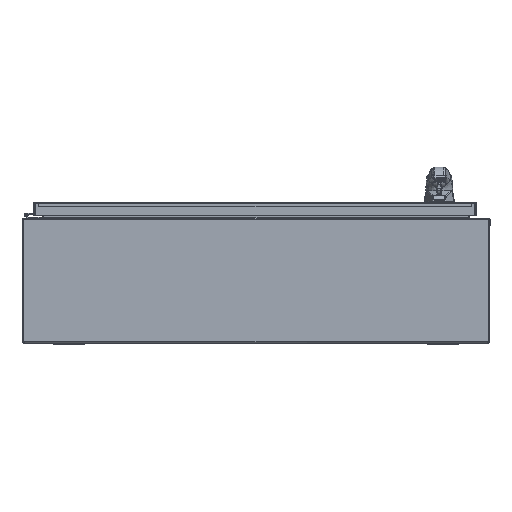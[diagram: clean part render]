
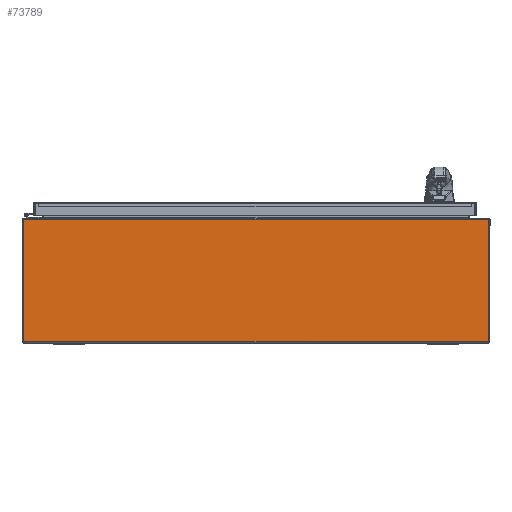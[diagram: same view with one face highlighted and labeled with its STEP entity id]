
A CAD part, front view. The second image highlights one B-rep face of the part: STEP entity #73789.
In plain terms, the highlighted planar face has unit normal (0, -1, 0).
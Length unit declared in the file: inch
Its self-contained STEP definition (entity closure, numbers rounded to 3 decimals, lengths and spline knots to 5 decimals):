
#1239 = ORIENTED_EDGE ( 'NONE', *, *, #12819, .T. ) ;
#1512 = VECTOR ( 'NONE', #105003, 39.37008 ) ;
#1830 = LINE ( 'NONE', #47092, #75142 ) ;
#2453 = ORIENTED_EDGE ( 'NONE', *, *, #39641, .F. ) ;
#3468 = CARTESIAN_POINT ( 'NONE',  ( 14.91495, -15., 7.89475 ) ) ;
#4163 = ORIENTED_EDGE ( 'NONE', *, *, #16302, .F. ) ;
#4498 = DIRECTION ( 'NONE',  ( 1., 0., 0. ) ) ;
#4684 = DIRECTION ( 'NONE',  ( 0., 1., 0. ) ) ;
#4972 = DIRECTION ( 'NONE',  ( 1., 0., 0. ) ) ;
#7890 = CARTESIAN_POINT ( 'NONE',  ( -14.88277, -15., 0.10525 ) ) ;
#11666 = EDGE_LOOP ( 'NONE', ( #61866, #106137, #42518, #4163, #48249, #1239, #37580, #2453 ) ) ;
#12819 = EDGE_CURVE ( 'NONE', #24433, #82343, #17153, .T. ) ;
#12838 = VERTEX_POINT ( 'NONE', #3468 ) ;
#13155 = PLANE ( 'NONE',  #64498 ) ;
#13785 = DIRECTION ( 'NONE',  ( 0., 1., 0. ) ) ;
#15423 = CARTESIAN_POINT ( 'NONE',  ( 14.963, -15., 0.12745 ) ) ;
#16302 = EDGE_CURVE ( 'NONE', #63807, #102110, #53180, .T. ) ;
#17153 = LINE ( 'NONE', #7890, #112400 ) ;
#23847 = VECTOR ( 'NONE', #50985, 39.37008 ) ;
#24433 = VERTEX_POINT ( 'NONE', #40683 ) ;
#25900 = CARTESIAN_POINT ( 'NONE',  ( -14.963, -15., 7.89475 ) ) ;
#26102 = LINE ( 'NONE', #83571, #75026 ) ;
#27363 = EDGE_CURVE ( 'NONE', #12838, #38095, #1830, .T. ) ;
#35590 = CARTESIAN_POINT ( 'NONE',  ( 14.963, -15., 7.89475 ) ) ;
#37090 = CARTESIAN_POINT ( 'NONE',  ( -14.91495, -15., 7.89475 ) ) ;
#37580 = ORIENTED_EDGE ( 'NONE', *, *, #99507, .T. ) ;
#38095 = VERTEX_POINT ( 'NONE', #37090 ) ;
#39641 = EDGE_CURVE ( 'NONE', #118775, #107975, #97310, .T. ) ;
#40683 = CARTESIAN_POINT ( 'NONE',  ( -14.88277, -15., 0.10525 ) ) ;
#42518 = ORIENTED_EDGE ( 'NONE', *, *, #70129, .T. ) ;
#44847 = DIRECTION ( 'NONE',  ( -1., 0., 0. ) ) ;
#47092 = CARTESIAN_POINT ( 'NONE',  ( 14.91495, -15., 7.89475 ) ) ;
#48249 = ORIENTED_EDGE ( 'NONE', *, *, #70826, .T. ) ;
#50197 = LINE ( 'NONE', #68128, #1512 ) ;
#50985 = DIRECTION ( 'NONE',  ( 0., 0., -1. ) ) ;
#51808 = CARTESIAN_POINT ( 'NONE',  ( 14.963, -15., 7.89475 ) ) ;
#53180 = LINE ( 'NONE', #113375, #74918 ) ;
#59633 = CARTESIAN_POINT ( 'NONE',  ( 0., -15., 4.00948 ) ) ;
#59925 = DIRECTION ( 'NONE',  ( 0., 1., 0. ) ) ;
#61866 = ORIENTED_EDGE ( 'NONE', *, *, #92478, .T. ) ;
#63807 = VERTEX_POINT ( 'NONE', #109186 ) ;
#64233 = DIRECTION ( 'NONE',  ( -1., 0., 0. ) ) ;
#64498 = AXIS2_PLACEMENT_3D ( 'NONE', #59633, #4684, #68959 ) ;
#67881 = CARTESIAN_POINT ( 'NONE',  ( 14.88277, -15., 0.10525 ) ) ;
#68128 = CARTESIAN_POINT ( 'NONE',  ( -14.91495, -15., 7.89475 ) ) ;
#68785 = CARTESIAN_POINT ( 'NONE',  ( -14.93789, -15., 0.06211 ) ) ;
#68887 = CIRCLE ( 'NONE', #117375, 0.07 ) ;
#68959 = DIRECTION ( 'NONE',  ( 1., 0., 0. ) ) ;
#70129 = EDGE_CURVE ( 'NONE', #38095, #102110, #50197, .T. ) ;
#70826 = EDGE_CURVE ( 'NONE', #63807, #24433, #96359, .T. ) ;
#73789 = ADVANCED_FACE ( 'NONE', ( #79439 ), #13155, .F. ) ;
#74918 = VECTOR ( 'NONE', #111935, 39.37008 ) ;
#75026 = VECTOR ( 'NONE', #64233, 39.37008 ) ;
#75142 = VECTOR ( 'NONE', #44847, 39.37008 ) ;
#78088 = DIRECTION ( 'NONE',  ( 1., 0., 0. ) ) ;
#79439 = FACE_OUTER_BOUND ( 'NONE', #11666, .T. ) ;
#82343 = VERTEX_POINT ( 'NONE', #67881 ) ;
#83571 = CARTESIAN_POINT ( 'NONE',  ( 14.963, -15., 7.89475 ) ) ;
#92478 = EDGE_CURVE ( 'NONE', #118775, #12838, #26102, .T. ) ;
#96359 = CIRCLE ( 'NONE', #115482, 0.07 ) ;
#97310 = LINE ( 'NONE', #51808, #23847 ) ;
#99507 = EDGE_CURVE ( 'NONE', #82343, #107975, #68887, .T. ) ;
#102110 = VERTEX_POINT ( 'NONE', #25900 ) ;
#105003 = DIRECTION ( 'NONE',  ( -1., 0., 0. ) ) ;
#106137 = ORIENTED_EDGE ( 'NONE', *, *, #27363, .T. ) ;
#107975 = VERTEX_POINT ( 'NONE', #15423 ) ;
#109186 = CARTESIAN_POINT ( 'NONE',  ( -14.963, -15., 0.12745 ) ) ;
#111935 = DIRECTION ( 'NONE',  ( 0., 0., 1. ) ) ;
#112400 = VECTOR ( 'NONE', #4498, 39.37008 ) ;
#113375 = CARTESIAN_POINT ( 'NONE',  ( -14.963, -15., 0.12745 ) ) ;
#115482 = AXIS2_PLACEMENT_3D ( 'NONE', #68785, #13785, #78088 ) ;
#115529 = CARTESIAN_POINT ( 'NONE',  ( 14.93789, -15., 0.06211 ) ) ;
#117375 = AXIS2_PLACEMENT_3D ( 'NONE', #115529, #59925, #4972 ) ;
#118775 = VERTEX_POINT ( 'NONE', #35590 ) ;
